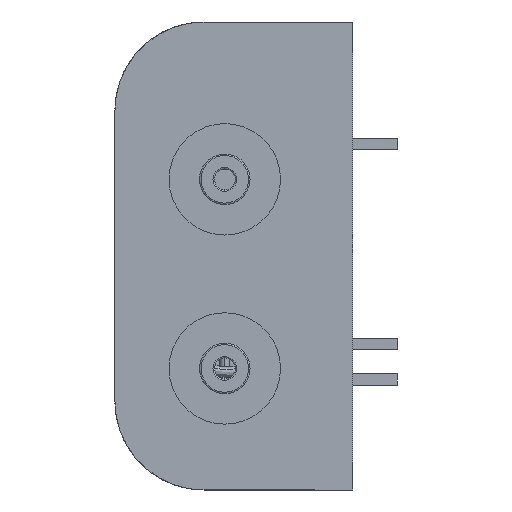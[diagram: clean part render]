
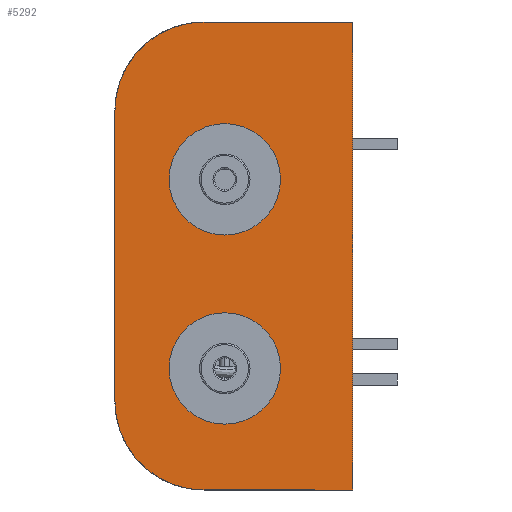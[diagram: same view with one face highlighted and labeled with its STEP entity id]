
A CAD part, left-side view. The second image highlights one B-rep face of the part: STEP entity #5292.
In plain terms, the highlighted planar face has unit normal (-1, 0, 0).
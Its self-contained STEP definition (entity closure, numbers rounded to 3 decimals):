
#177 = CARTESIAN_POINT ( 'NONE',  ( -28.905, 19., -9.75 ) ) ;
#188 = FACE_BOUND ( 'NONE', #2523, .T. ) ;
#225 = LINE ( 'NONE', #764, #6334 ) ;
#410 = EDGE_CURVE ( 'NONE', #4123, #555, #225, .T. ) ;
#502 = ORIENTED_EDGE ( 'NONE', *, *, #8823, .F. ) ;
#527 = EDGE_CURVE ( 'NONE', #8003, #4066, #9071, .T. ) ;
#555 = VERTEX_POINT ( 'NONE', #9153 ) ;
#617 = ORIENTED_EDGE ( 'NONE', *, *, #527, .F. ) ;
#764 = CARTESIAN_POINT ( 'NONE',  ( -28.905, 3., 15.75 ) ) ;
#875 = AXIS2_PLACEMENT_3D ( 'NONE', #2232, #1285, #4287 ) ;
#1127 = DIRECTION ( 'NONE',  ( 0., 1., 0. ) ) ;
#1285 = DIRECTION ( 'NONE',  ( 1., 0., 0. ) ) ;
#1639 = CARTESIAN_POINT ( 'NONE',  ( -28.905, 3., 15.75 ) ) ;
#1649 = FACE_BOUND ( 'NONE', #9099, .T. ) ;
#2208 = DIRECTION ( 'NONE',  ( 0., 0., 1. ) ) ;
#2232 = CARTESIAN_POINT ( 'NONE',  ( -28.905, 13., 9.75 ) ) ;
#2297 = CIRCLE ( 'NONE', #4112, 3.75 ) ;
#2523 = EDGE_LOOP ( 'NONE', ( #12873, #5538 ) ) ;
#2937 = AXIS2_PLACEMENT_3D ( 'NONE', #11221, #5061, #11264 ) ;
#3187 = LINE ( 'NONE', #1639, #8319 ) ;
#3203 = CIRCLE ( 'NONE', #10072, 3.75 ) ;
#3247 = FACE_OUTER_BOUND ( 'NONE', #9752, .T. ) ;
#3402 = EDGE_CURVE ( 'NONE', #12693, #12020, #3203, .T. ) ;
#3519 = EDGE_CURVE ( 'NONE', #5441, #4381, #4653, .T. ) ;
#3579 = CARTESIAN_POINT ( 'NONE',  ( -28.905, 11.6, 8.91 ) ) ;
#3793 = CARTESIAN_POINT ( 'NONE',  ( -28.905, 11.6, -11.32 ) ) ;
#3881 = DIRECTION ( 'NONE',  ( 0., 0., 1. ) ) ;
#4005 = DIRECTION ( 'NONE',  ( -1., 0., 0. ) ) ;
#4006 = PLANE ( 'NONE',  #2937 ) ;
#4066 = VERTEX_POINT ( 'NONE', #10981 ) ;
#4105 = CARTESIAN_POINT ( 'NONE',  ( -28.905, 11.6, -7.57 ) ) ;
#4112 = AXIS2_PLACEMENT_3D ( 'NONE', #9112, #10331, #12240 ) ;
#4123 = VERTEX_POINT ( 'NONE', #6105 ) ;
#4279 = CARTESIAN_POINT ( 'NONE',  ( -28.905, 11.6, 1.41 ) ) ;
#4287 = DIRECTION ( 'NONE',  ( 0., 0., 1. ) ) ;
#4288 = EDGE_CURVE ( 'NONE', #4381, #5441, #12627, .T. ) ;
#4381 = VERTEX_POINT ( 'NONE', #3579 ) ;
#4653 = CIRCLE ( 'NONE', #5853, 3.75 ) ;
#4745 = VERTEX_POINT ( 'NONE', #11131 ) ;
#4782 = DIRECTION ( 'NONE',  ( 0., -1., 0. ) ) ;
#4884 = DIRECTION ( 'NONE',  ( 1., 0., 0. ) ) ;
#4955 = EDGE_CURVE ( 'NONE', #4066, #4745, #5676, .T. ) ;
#5061 = DIRECTION ( 'NONE',  ( -1., 0., 0. ) ) ;
#5124 = VERTEX_POINT ( 'NONE', #7484 ) ;
#5223 = ORIENTED_EDGE ( 'NONE', *, *, #7735, .F. ) ;
#5292 = ADVANCED_FACE ( 'NONE', ( #188, #1649, #3247 ), #4006, .T. ) ;
#5441 = VERTEX_POINT ( 'NONE', #4279 ) ;
#5451 = CARTESIAN_POINT ( 'NONE',  ( -28.905, 11.6, -3.82 ) ) ;
#5538 = ORIENTED_EDGE ( 'NONE', *, *, #3402, .F. ) ;
#5590 = AXIS2_PLACEMENT_3D ( 'NONE', #10425, #8338, #2208 ) ;
#5592 = ORIENTED_EDGE ( 'NONE', *, *, #9132, .F. ) ;
#5676 = CIRCLE ( 'NONE', #875, 6. ) ;
#5853 = AXIS2_PLACEMENT_3D ( 'NONE', #7213, #7382, #7341 ) ;
#5912 = CARTESIAN_POINT ( 'NONE',  ( -28.905, 13., -9.75 ) ) ;
#6105 = CARTESIAN_POINT ( 'NONE',  ( -28.905, 3., 15.75 ) ) ;
#6334 = VECTOR ( 'NONE', #7940, 1000. ) ;
#6684 = ORIENTED_EDGE ( 'NONE', *, *, #4955, .F. ) ;
#7213 = CARTESIAN_POINT ( 'NONE',  ( -28.905, 11.6, 5.16 ) ) ;
#7341 = DIRECTION ( 'NONE',  ( 0., 0., 1. ) ) ;
#7382 = DIRECTION ( 'NONE',  ( -1., 0., 0. ) ) ;
#7484 = CARTESIAN_POINT ( 'NONE',  ( -28.905, 13., -15.75 ) ) ;
#7497 = VECTOR ( 'NONE', #1127, 1000. ) ;
#7534 = AXIS2_PLACEMENT_3D ( 'NONE', #5912, #4884, #3881 ) ;
#7735 = EDGE_CURVE ( 'NONE', #4745, #4123, #3187, .T. ) ;
#7940 = DIRECTION ( 'NONE',  ( 0., 0., -1. ) ) ;
#8003 = VERTEX_POINT ( 'NONE', #177 ) ;
#8319 = VECTOR ( 'NONE', #4782, 1000. ) ;
#8338 = DIRECTION ( 'NONE',  ( -1., 0., 0. ) ) ;
#8456 = LINE ( 'NONE', #10423, #7497 ) ;
#8626 = ORIENTED_EDGE ( 'NONE', *, *, #4288, .F. ) ;
#8823 = EDGE_CURVE ( 'NONE', #555, #5124, #8456, .T. ) ;
#9071 = LINE ( 'NONE', #11008, #9886 ) ;
#9099 = EDGE_LOOP ( 'NONE', ( #8626, #9429 ) ) ;
#9112 = CARTESIAN_POINT ( 'NONE',  ( -28.905, 11.6, -7.57 ) ) ;
#9132 = EDGE_CURVE ( 'NONE', #5124, #8003, #10873, .T. ) ;
#9153 = CARTESIAN_POINT ( 'NONE',  ( -28.905, 3., -15.75 ) ) ;
#9429 = ORIENTED_EDGE ( 'NONE', *, *, #3519, .F. ) ;
#9752 = EDGE_LOOP ( 'NONE', ( #5223, #6684, #617, #5592, #502, #10257 ) ) ;
#9886 = VECTOR ( 'NONE', #10017, 1000. ) ;
#10017 = DIRECTION ( 'NONE',  ( 0., 0., 1. ) ) ;
#10072 = AXIS2_PLACEMENT_3D ( 'NONE', #4105, #4005, #12129 ) ;
#10257 = ORIENTED_EDGE ( 'NONE', *, *, #410, .F. ) ;
#10331 = DIRECTION ( 'NONE',  ( -1., 0., 0. ) ) ;
#10423 = CARTESIAN_POINT ( 'NONE',  ( -28.905, 3., -15.75 ) ) ;
#10425 = CARTESIAN_POINT ( 'NONE',  ( -28.905, 11.6, 5.16 ) ) ;
#10873 = CIRCLE ( 'NONE', #7534, 6. ) ;
#10981 = CARTESIAN_POINT ( 'NONE',  ( -28.905, 19., 9.75 ) ) ;
#11008 = CARTESIAN_POINT ( 'NONE',  ( -28.905, 19., 9.75 ) ) ;
#11131 = CARTESIAN_POINT ( 'NONE',  ( -28.905, 13., 15.75 ) ) ;
#11221 = CARTESIAN_POINT ( 'NONE',  ( -28.905, 13., 9.75 ) ) ;
#11264 = DIRECTION ( 'NONE',  ( 0., 0., 1. ) ) ;
#11590 = EDGE_CURVE ( 'NONE', #12020, #12693, #2297, .T. ) ;
#12020 = VERTEX_POINT ( 'NONE', #5451 ) ;
#12129 = DIRECTION ( 'NONE',  ( 0., 0., 1. ) ) ;
#12240 = DIRECTION ( 'NONE',  ( 0., 0., 1. ) ) ;
#12627 = CIRCLE ( 'NONE', #5590, 3.75 ) ;
#12693 = VERTEX_POINT ( 'NONE', #3793 ) ;
#12873 = ORIENTED_EDGE ( 'NONE', *, *, #11590, .F. ) ;
